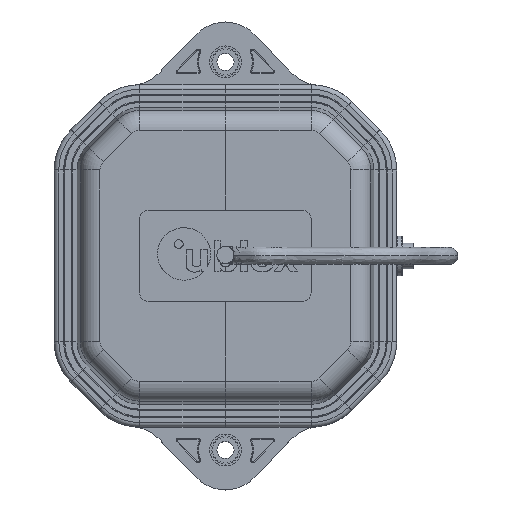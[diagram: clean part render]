
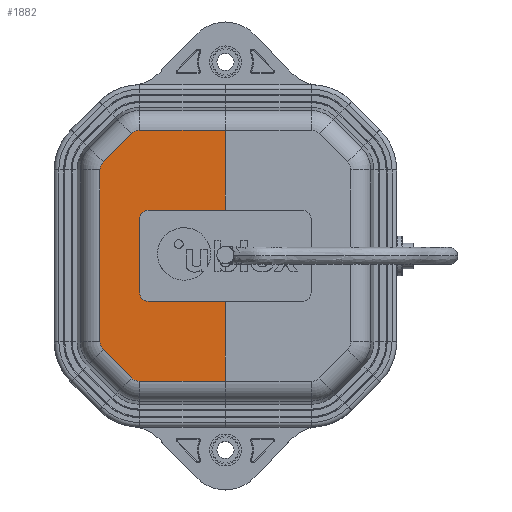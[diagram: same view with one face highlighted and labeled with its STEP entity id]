
A CAD part, top view. The second image highlights one B-rep face of the part: STEP entity #1882.
In plain terms, the highlighted planar face has unit normal (0, 0, 1).
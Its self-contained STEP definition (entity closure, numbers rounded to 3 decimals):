
#1739=AXIS2_PLACEMENT_3D('Circle Axis2P3D',#1737,#1738,$) ;
#1766=AXIS2_PLACEMENT_3D('Plane Axis2P3D',#1763,#1764,#1765) ;
#1779=AXIS2_PLACEMENT_3D('Circle Axis2P3D',#1777,#1778,$) ;
#1793=AXIS2_PLACEMENT_3D('Circle Axis2P3D',#1791,#1792,$) ;
#1819=AXIS2_PLACEMENT_3D('Circle Axis2P3D',#1817,#1818,$) ;
#1833=AXIS2_PLACEMENT_3D('Circle Axis2P3D',#1831,#1832,$) ;
#1847=AXIS2_PLACEMENT_3D('Circle Axis2P3D',#1845,#1846,$) ;
#1696=CARTESIAN_POINT('Vertex',(-21.402,16.452,22.5)) ;
#1699=CARTESIAN_POINT('Line Origine',(-18.881,18.973,22.5)) ;
#1703=CARTESIAN_POINT('Vertex',(-16.452,21.402,22.5)) ;
#1737=CARTESIAN_POINT('Axis2P3D Location',(-15.05,20.,22.5)) ;
#1741=CARTESIAN_POINT('Vertex',(-15.05,21.983,22.5)) ;
#1763=CARTESIAN_POINT('Axis2P3D Location',(0.,25.079,22.5)) ;
#1768=CARTESIAN_POINT('Line Origine',(-6.75,-8.,22.5)) ;
#1772=CARTESIAN_POINT('Vertex',(-13.5,-8.,22.5)) ;
#1774=CARTESIAN_POINT('Vertex',(0.,-8.,22.5)) ;
#1777=CARTESIAN_POINT('Axis2P3D Location',(-13.5,-6.5,22.5)) ;
#1781=CARTESIAN_POINT('Vertex',(-15.,-6.5,22.5)) ;
#1784=CARTESIAN_POINT('Line Origine',(-15.,0.,22.5)) ;
#1788=CARTESIAN_POINT('Vertex',(-15.,6.5,22.5)) ;
#1791=CARTESIAN_POINT('Axis2P3D Location',(-13.5,6.5,22.5)) ;
#1795=CARTESIAN_POINT('Vertex',(-13.5,8.,22.5)) ;
#1798=CARTESIAN_POINT('Line Origine',(-6.75,8.,22.5)) ;
#1802=CARTESIAN_POINT('Vertex',(0.,8.,22.5)) ;
#1805=CARTESIAN_POINT('Line Origine',(0.,14.991,22.5)) ;
#1809=CARTESIAN_POINT('Vertex',(0.,21.983,22.5)) ;
#1812=CARTESIAN_POINT('Line Origine',(-7.525,21.983,22.5)) ;
#1817=CARTESIAN_POINT('Axis2P3D Location',(-20.,15.05,22.5)) ;
#1821=CARTESIAN_POINT('Vertex',(-21.983,15.05,22.5)) ;
#1824=CARTESIAN_POINT('Line Origine',(-21.983,0.,22.5)) ;
#1828=CARTESIAN_POINT('Vertex',(-21.983,-15.05,22.5)) ;
#1831=CARTESIAN_POINT('Axis2P3D Location',(-20.,-15.05,22.5)) ;
#1835=CARTESIAN_POINT('Vertex',(-21.402,-16.452,22.5)) ;
#1838=CARTESIAN_POINT('Line Origine',(-18.927,-18.927,22.5)) ;
#1842=CARTESIAN_POINT('Vertex',(-16.452,-21.402,22.5)) ;
#1845=CARTESIAN_POINT('Axis2P3D Location',(-15.05,-20.,22.5)) ;
#1849=CARTESIAN_POINT('Vertex',(-15.05,-21.983,22.5)) ;
#1852=CARTESIAN_POINT('Line Origine',(-7.525,-21.983,22.5)) ;
#1856=CARTESIAN_POINT('Vertex',(0.,-21.983,22.5)) ;
#1859=CARTESIAN_POINT('Line Origine',(0.,-14.991,22.5)) ;
#1700=DIRECTION('Vector Direction',(-0.707,-0.707,0.)) ;
#1738=DIRECTION('Axis2P3D Direction',(-0.,0.,-1.)) ;
#1764=DIRECTION('Axis2P3D Direction',(-0.,-0.,-1.)) ;
#1765=DIRECTION('Axis2P3D XDirection',(0.,-1.,0.)) ;
#1769=DIRECTION('Vector Direction',(-1.,0.,0.)) ;
#1778=DIRECTION('Axis2P3D Direction',(-0.,-0.,-1.)) ;
#1785=DIRECTION('Vector Direction',(0.,-1.,0.)) ;
#1792=DIRECTION('Axis2P3D Direction',(-0.,-0.,-1.)) ;
#1799=DIRECTION('Vector Direction',(1.,0.,0.)) ;
#1806=DIRECTION('Vector Direction',(0.,-1.,0.)) ;
#1813=DIRECTION('Vector Direction',(1.,0.,0.)) ;
#1818=DIRECTION('Axis2P3D Direction',(-0.,-0.,-1.)) ;
#1825=DIRECTION('Vector Direction',(0.,-1.,0.)) ;
#1832=DIRECTION('Axis2P3D Direction',(-0.,-0.,-1.)) ;
#1839=DIRECTION('Vector Direction',(0.707,-0.707,0.)) ;
#1846=DIRECTION('Axis2P3D Direction',(-0.,-0.,-1.)) ;
#1853=DIRECTION('Vector Direction',(1.,0.,0.)) ;
#1860=DIRECTION('Vector Direction',(0.,-1.,0.)) ;
#1701=VECTOR('Line Direction',#1700,1.) ;
#1770=VECTOR('Line Direction',#1769,1.) ;
#1786=VECTOR('Line Direction',#1785,1.) ;
#1800=VECTOR('Line Direction',#1799,1.) ;
#1807=VECTOR('Line Direction',#1806,1.) ;
#1814=VECTOR('Line Direction',#1813,1.) ;
#1826=VECTOR('Line Direction',#1825,1.) ;
#1840=VECTOR('Line Direction',#1839,1.) ;
#1854=VECTOR('Line Direction',#1853,1.) ;
#1861=VECTOR('Line Direction',#1860,1.) ;
#1865=ORIENTED_EDGE('',*,*,#1776,.F.) ;
#1866=ORIENTED_EDGE('',*,*,#1783,.F.) ;
#1867=ORIENTED_EDGE('',*,*,#1790,.F.) ;
#1868=ORIENTED_EDGE('',*,*,#1797,.F.) ;
#1869=ORIENTED_EDGE('',*,*,#1804,.F.) ;
#1870=ORIENTED_EDGE('',*,*,#1811,.T.) ;
#1871=ORIENTED_EDGE('',*,*,#1816,.T.) ;
#1872=ORIENTED_EDGE('',*,*,#1743,.T.) ;
#1873=ORIENTED_EDGE('',*,*,#1705,.T.) ;
#1874=ORIENTED_EDGE('',*,*,#1823,.T.) ;
#1875=ORIENTED_EDGE('',*,*,#1830,.F.) ;
#1876=ORIENTED_EDGE('',*,*,#1837,.F.) ;
#1877=ORIENTED_EDGE('',*,*,#1844,.F.) ;
#1878=ORIENTED_EDGE('',*,*,#1851,.F.) ;
#1879=ORIENTED_EDGE('',*,*,#1858,.F.) ;
#1880=ORIENTED_EDGE('',*,*,#1863,.T.) ;
#1882=ADVANCED_FACE('PartBody',(#1881),#1767,.F.) ;
#1740=CIRCLE('generated circle',#1739,1.983) ;
#1780=CIRCLE('generated circle',#1779,1.5) ;
#1794=CIRCLE('generated circle',#1793,1.5) ;
#1820=CIRCLE('generated circle',#1819,1.983) ;
#1834=CIRCLE('generated circle',#1833,1.983) ;
#1848=CIRCLE('generated circle',#1847,1.983) ;
#1705=EDGE_CURVE('',#1704,#1697,#1702,.T.) ;
#1743=EDGE_CURVE('',#1742,#1704,#1740,.F.) ;
#1776=EDGE_CURVE('',#1773,#1775,#1771,.F.) ;
#1783=EDGE_CURVE('',#1782,#1773,#1780,.F.) ;
#1790=EDGE_CURVE('',#1789,#1782,#1787,.T.) ;
#1797=EDGE_CURVE('',#1796,#1789,#1794,.F.) ;
#1804=EDGE_CURVE('',#1803,#1796,#1801,.F.) ;
#1811=EDGE_CURVE('',#1803,#1810,#1808,.F.) ;
#1816=EDGE_CURVE('',#1810,#1742,#1815,.F.) ;
#1823=EDGE_CURVE('',#1697,#1822,#1820,.F.) ;
#1830=EDGE_CURVE('',#1829,#1822,#1827,.F.) ;
#1837=EDGE_CURVE('',#1836,#1829,#1834,.T.) ;
#1844=EDGE_CURVE('',#1843,#1836,#1841,.F.) ;
#1851=EDGE_CURVE('',#1850,#1843,#1848,.T.) ;
#1858=EDGE_CURVE('',#1857,#1850,#1855,.F.) ;
#1863=EDGE_CURVE('',#1857,#1775,#1862,.F.) ;
#1864=EDGE_LOOP('',(#1865,#1866,#1867,#1868,#1869,#1870,#1871,#1872,#1873,#1874,#1875,#1876,#1877,#1878,#1879,#1880)) ;
#1881=FACE_OUTER_BOUND('',#1864,.T.) ;
#1702=LINE('Line',#1699,#1701) ;
#1771=LINE('Line',#1768,#1770) ;
#1787=LINE('Line',#1784,#1786) ;
#1801=LINE('Line',#1798,#1800) ;
#1808=LINE('Line',#1805,#1807) ;
#1815=LINE('Line',#1812,#1814) ;
#1827=LINE('Line',#1824,#1826) ;
#1841=LINE('Line',#1838,#1840) ;
#1855=LINE('Line',#1852,#1854) ;
#1862=LINE('Line',#1859,#1861) ;
#1767=PLANE('Plane',#1766) ;
#1697=VERTEX_POINT('',#1696) ;
#1704=VERTEX_POINT('',#1703) ;
#1742=VERTEX_POINT('',#1741) ;
#1773=VERTEX_POINT('',#1772) ;
#1775=VERTEX_POINT('',#1774) ;
#1782=VERTEX_POINT('',#1781) ;
#1789=VERTEX_POINT('',#1788) ;
#1796=VERTEX_POINT('',#1795) ;
#1803=VERTEX_POINT('',#1802) ;
#1810=VERTEX_POINT('',#1809) ;
#1822=VERTEX_POINT('',#1821) ;
#1829=VERTEX_POINT('',#1828) ;
#1836=VERTEX_POINT('',#1835) ;
#1843=VERTEX_POINT('',#1842) ;
#1850=VERTEX_POINT('',#1849) ;
#1857=VERTEX_POINT('',#1856) ;
